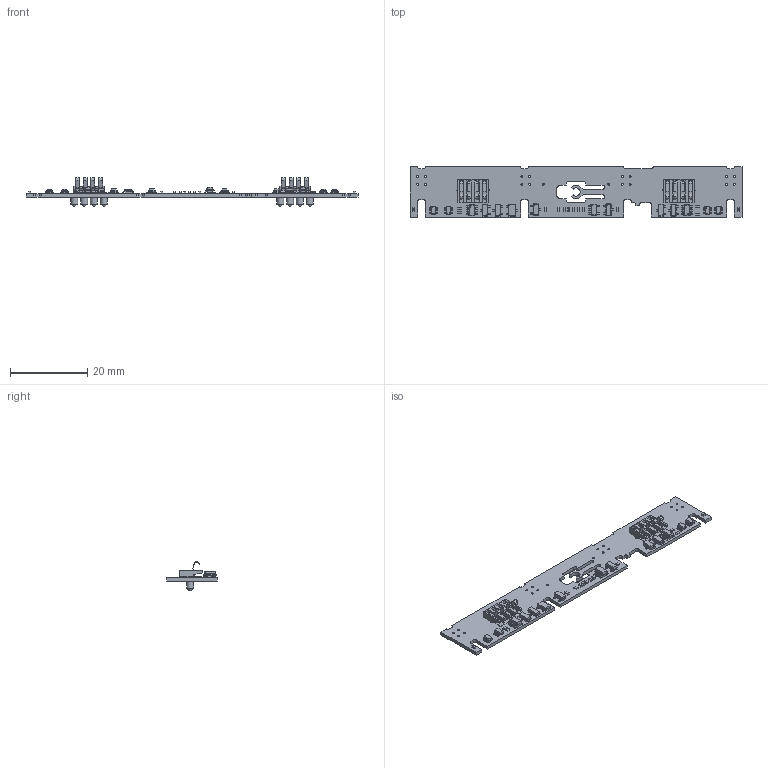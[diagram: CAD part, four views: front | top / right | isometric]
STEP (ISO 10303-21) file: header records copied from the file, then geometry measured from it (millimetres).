
FILE_DESCRIPTION(('KiCad electronic assembly'),'2;1');
FILE_NAME('PCBA-INTERFACE-3D.step','2026-01-12T19:24:41',('Pcbnew'),( 'Kicad'),'Open CASCADE STEP processor 7.8','KiCad to STEP converter' ,'Unknown');
FILE_SCHEMA(('AUTOMOTIVE_DESIGN { 1 0 10303 214 1 1 1 1 }'));
Length unit declared in the file: millimetre
Products named in the file (16): PCBA-INTERFACE-3D 1; C_0402_1005Metric; R_0402_1005Metric; SOT-23-6; SOT-363_SC-70-6; SOT-23; battery_conn; Body; Spring_original; Spring2; Spring3; Sprring4; SOT-23W; SOT-23-5; IS_POGO_Rev2_THT; kibot_zzfzfqcg_PCB
Assembly tree (46 placements, depth 3):
  PCBA-INTERFACE-3D 1
    C_0402_1005Metric  x5
    R_0402_1005Metric  x9
    SOT-23-6  x2
    SOT-363_SC-70-6  x6
    SOT-23  x6
    battery_conn  x2
      Body
      Spring_original
      Spring2
      Spring3
      Sprring4
    SOT-23W
    SOT-23-5
    IS_POGO_Rev2_THT  x8
    kibot_zzfzfqcg_PCB
Bounding box: 86 x 13 x 7.43 mm (x, y, z)
Volume: 1104.1 mm3; surface area: 3369.1 mm2
Topology: 49 solids, 49 shells, 2545 faces, 6663 edges, 4250 vertices
Faces by surface type: plane 1611, cylinder 646, bspline 272, revolution 16
Full cylindrical faces by diameter (mm): 0.5 x18, 0.7 x16, 1.2 x8, 1.8 x8
Entity records: 32554 total; most frequent: CARTESIAN_POINT 5306, ORIENTED_EDGE 4735, DIRECTION 4397, EDGE_CURVE 2368, LINE 1735, VECTOR 1735, VERTEX_POINT 1519, AXIS2_PLACEMENT_3D 1330
